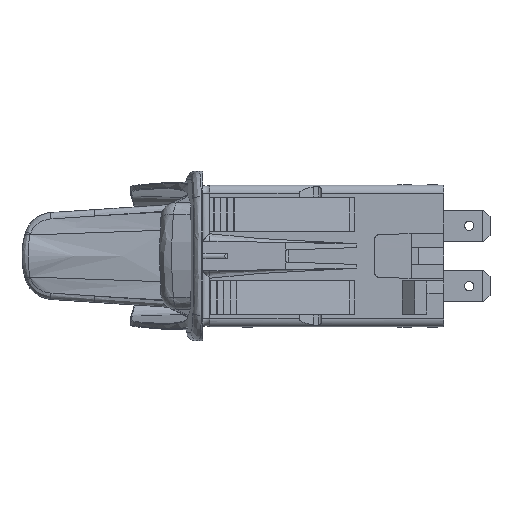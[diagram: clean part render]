
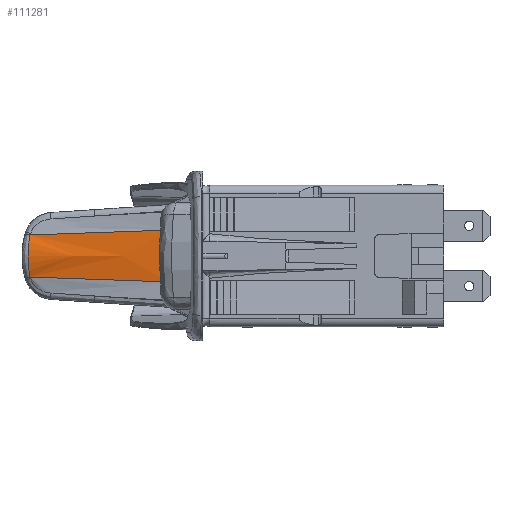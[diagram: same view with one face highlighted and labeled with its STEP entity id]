
A CAD part, left-side view. The second image highlights one B-rep face of the part: STEP entity #111281.
In plain terms, the highlighted free-form (B-spline) face has degree [3, 3] with [5, 4] control points.
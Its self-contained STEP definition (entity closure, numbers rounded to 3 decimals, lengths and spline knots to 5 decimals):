
#32441=DIRECTION('',(-0.069,-0.997,0.035));
#32442=VECTOR('',#32441,0.8401);
#32443=CARTESIAN_POINT('',(-0.04919,2.49112,
0.12691));
#32444=LINE('',#32443,#32442);
#32476=CARTESIAN_POINT('',(-0.10722,1.65356,
0.15654));
#32497=CARTESIAN_POINT('',(-0.10722,1.65356,
-0.15654));
#32498=CARTESIAN_POINT('',(-0.10747,1.65385,
-0.13808));
#32499=CARTESIAN_POINT('',(-0.10789,1.65434,
-0.10189));
#32500=CARTESIAN_POINT('',(-0.10826,1.65475,
-0.05038));
#32501=CARTESIAN_POINT('',(-0.10839,1.65489,
0.00001));
#32502=CARTESIAN_POINT('',(-0.10826,1.65475,
0.0504));
#32503=CARTESIAN_POINT('',(-0.10789,1.65434,
0.1019));
#32504=CARTESIAN_POINT('',(-0.10747,1.65385,
0.13808));
#32505=CARTESIAN_POINT('',(-0.10722,1.65356,
0.15654));
#33018=CARTESIAN_POINT('',(-0.04919,2.49112,
0.12691));
#33067=CARTESIAN_POINT('',(-0.04919,2.49112,
-0.12691));
#33068=CARTESIAN_POINT('',(-0.05023,2.49163,
-0.12434));
#33069=CARTESIAN_POINT('',(-0.05224,2.49262,
-0.11921));
#33070=CARTESIAN_POINT('',(-0.05507,2.49401,
-0.11148));
#33071=CARTESIAN_POINT('',(-0.0577,2.49531,
-0.10374));
#33072=CARTESIAN_POINT('',(-0.06013,2.4965,
-0.09599));
#33073=CARTESIAN_POINT('',(-0.06236,2.49761,
-0.08823));
#33074=CARTESIAN_POINT('',(-0.0644,2.49861,
-0.08048));
#33075=CARTESIAN_POINT('',(-0.06624,2.49952,
-0.07273));
#33076=CARTESIAN_POINT('',(-0.06789,2.50034,
-0.06499));
#33077=CARTESIAN_POINT('',(-0.06936,2.50106,
-0.05727));
#33078=CARTESIAN_POINT('',(-0.07063,2.50168,
-0.04955));
#33079=CARTESIAN_POINT('',(-0.07172,2.50221,
-0.04186));
#33080=CARTESIAN_POINT('',(-0.07262,2.50265,
-0.03419));
#33081=CARTESIAN_POINT('',(-0.07334,2.503,
-0.02655));
#33082=CARTESIAN_POINT('',(-0.07388,2.50326,
-0.01893));
#33083=CARTESIAN_POINT('',(-0.07423,2.50344,
-0.01134));
#33084=CARTESIAN_POINT('',(-0.07441,2.50352,
-0.00377));
#33085=CARTESIAN_POINT('',(-0.07441,2.50352,
0.00379));
#33086=CARTESIAN_POINT('',(-0.07424,2.50344,
0.01135));
#33087=CARTESIAN_POINT('',(-0.07388,2.50326,
0.01894));
#33088=CARTESIAN_POINT('',(-0.07334,2.503,
0.02654));
#33089=CARTESIAN_POINT('',(-0.07262,2.50265,
0.03419));
#33090=CARTESIAN_POINT('',(-0.07172,2.50221,
0.04187));
#33091=CARTESIAN_POINT('',(-0.07063,2.50168,
0.04956));
#33092=CARTESIAN_POINT('',(-0.06935,2.50105,
0.05728));
#33093=CARTESIAN_POINT('',(-0.06789,2.50033,
0.065));
#33094=CARTESIAN_POINT('',(-0.06624,2.49952,
0.07274));
#33095=CARTESIAN_POINT('',(-0.0644,2.49861,
0.08049));
#33096=CARTESIAN_POINT('',(-0.06236,2.49761,
0.08824));
#33097=CARTESIAN_POINT('',(-0.06012,2.4965,
0.09599));
#33098=CARTESIAN_POINT('',(-0.0577,2.49531,
0.10374));
#33099=CARTESIAN_POINT('',(-0.05507,2.49401,
0.11148));
#33100=CARTESIAN_POINT('',(-0.05224,2.49262,
0.11921));
#33101=CARTESIAN_POINT('',(-0.05023,2.49163,
0.12434));
#33102=CARTESIAN_POINT('',(-0.04919,2.49112,
0.12691));
#33109=DIRECTION('',(-0.069,-0.997,-0.035));
#33110=VECTOR('',#33109,0.8401);
#33111=CARTESIAN_POINT('',(-0.04919,2.49112,
-0.12691));
#33112=LINE('',#33111,#33110);
#68796=VERTEX_POINT('',#33018);
#68798=VERTEX_POINT('',#33067);
#68828=VERTEX_POINT('',#32476);
#68830=VERTEX_POINT('',#32497);
#111253=CARTESIAN_POINT('',(-0.04609,2.52052,
0.12823));
#111254=CARTESIAN_POINT('',(-0.06685,2.22587,
0.13892));
#111255=CARTESIAN_POINT('',(-0.08761,1.93121,
0.1496));
#111256=CARTESIAN_POINT('',(-0.10837,1.63656,
0.16029));
#111257=CARTESIAN_POINT('',(-0.06415,2.52052,
0.08833));
#111258=CARTESIAN_POINT('',(-0.07904,2.22587,
0.09453));
#111259=CARTESIAN_POINT('',(-0.09394,1.93121,
0.10073));
#111260=CARTESIAN_POINT('',(-0.10883,1.63656,
0.10693));
#111261=CARTESIAN_POINT('',(-0.08331,2.52052,
0.));
#111262=CARTESIAN_POINT('',(-0.09198,2.22587,
0.));
#111263=CARTESIAN_POINT('',(-0.10065,1.93121,
0.));
#111264=CARTESIAN_POINT('',(-0.10932,1.63656,
0.));
#111265=CARTESIAN_POINT('',(-0.06415,2.52052,
-0.08833));
#111266=CARTESIAN_POINT('',(-0.07904,2.22587,
-0.09453));
#111267=CARTESIAN_POINT('',(-0.09394,1.93121,
-0.10073));
#111268=CARTESIAN_POINT('',(-0.10883,1.63656,
-0.10693));
#111269=CARTESIAN_POINT('',(-0.04609,2.52052,
-0.12823));
#111270=CARTESIAN_POINT('',(-0.06685,2.22587,
-0.13892));
#111271=CARTESIAN_POINT('',(-0.08761,1.93121,
-0.1496));
#111272=CARTESIAN_POINT('',(-0.10837,1.63656,
-0.16029));
#111273=B_SPLINE_SURFACE_WITH_KNOTS('',3,3,((#111253,#111254,#111255,#111256),(
#111257,#111258,#111259,#111260),(#111261,#111262,#111263,#111264),(#111265,
#111266,#111267,#111268),(#111269,#111270,#111271,#111272)),.UNSPECIFIED.,.F.,
.F.,.F.,(4,1,4),(4,4),(0.24329,0.5,0.75671),(
0.02628,0.97521),.UNSPECIFIED.);
#111274=ORIENTED_EDGE('',*,*,#110350,.F.);
#111276=ORIENTED_EDGE('',*,*,#111275,.F.);
#111277=ORIENTED_EDGE('',*,*,#111246,.T.);
#111278=ORIENTED_EDGE('',*,*,#110228,.T.);
#111279=EDGE_LOOP('',(#111274,#111276,#111277,#111278));
#111280=FACE_OUTER_BOUND('',#111279,.F.);
#32506=B_SPLINE_CURVE_WITH_KNOTS('',3,(#32497,#32498,#32499,#32500,#32501,
#32502,#32503,#32504,#32505),.UNSPECIFIED.,.F.,.F.,(4,1,1,1,1,1,4),(0.,
0.16667,0.33333,0.5,0.66667,0.83333,
1.),.UNSPECIFIED.);
#33103=B_SPLINE_CURVE_WITH_KNOTS('',3,(#33067,#33068,#33069,#33070,#33071,
#33072,#33073,#33074,#33075,#33076,#33077,#33078,#33079,#33080,#33081,#33082,
#33083,#33084,#33085,#33086,#33087,#33088,#33089,#33090,#33091,#33092,#33093,
#33094,#33095,#33096,#33097,#33098,#33099,#33100,#33101,#33102),.UNSPECIFIED.,
.F.,.F.,(4,1,1,1,1,1,1,1,1,1,1,1,1,1,1,1,1,1,1,1,1,1,1,1,1,1,1,1,1,1,1,1,1,4),(
0.,0.0303,0.06061,0.09091,0.12121,
0.15152,0.18182,0.21212,0.24242,
0.27273,0.30303,0.33333,0.36364,
0.39394,0.42424,0.45455,0.48485,
0.51515,0.54545,0.57576,0.60606,
0.63636,0.66667,0.69697,0.72727,
0.75758,0.78788,0.81818,0.84848,
0.87879,0.90909,0.93939,0.9697,1.),
.UNSPECIFIED.);
#110228=EDGE_CURVE('',#68796,#68828,#32444,.T.);
#110350=EDGE_CURVE('',#68830,#68828,#32506,.T.);
#111246=EDGE_CURVE('',#68798,#68796,#33103,.T.);
#111275=EDGE_CURVE('',#68798,#68830,#33112,.T.);
#111281=ADVANCED_FACE('',(#111280),#111273,.T.);
